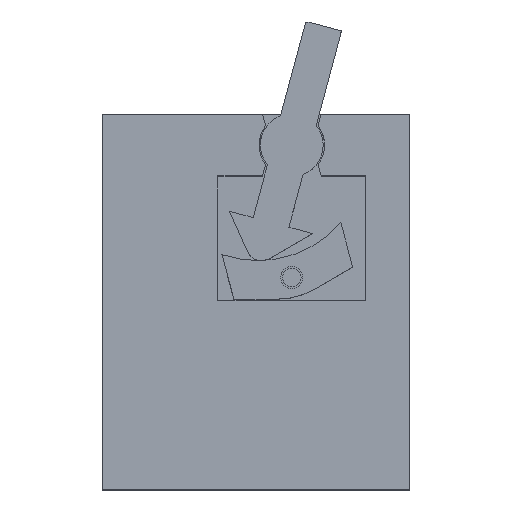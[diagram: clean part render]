
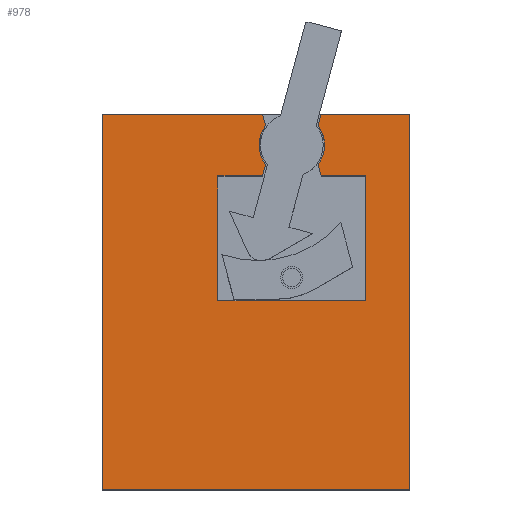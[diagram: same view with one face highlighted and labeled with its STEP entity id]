
A CAD part, top view. The second image highlights one B-rep face of the part: STEP entity #978.
In plain terms, the highlighted planar face has unit normal (0, 0, 1).
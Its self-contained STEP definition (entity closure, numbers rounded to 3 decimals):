
#71=PLANE('',#1059);
#121=FACE_OUTER_BOUND('',#183,.T.);
#183=EDGE_LOOP('',(#832,#833,#834,#835,#836,#837,#838,#839,#840,#841,#842,
#843,#844,#845,#846,#847));
#224=LINE('',#2633,#325);
#229=LINE('',#2643,#330);
#231=LINE('',#2647,#332);
#246=LINE('',#2684,#347);
#249=LINE('',#2689,#350);
#251=LINE('',#2693,#352);
#254=LINE('',#2701,#355);
#255=LINE('',#2704,#356);
#257=LINE('',#2708,#358);
#259=LINE('',#2712,#360);
#261=LINE('',#2716,#362);
#264=LINE('',#2724,#365);
#266=LINE('',#2727,#367);
#267=LINE('',#2728,#368);
#325=VECTOR('',#1161,10.);
#330=VECTOR('',#1168,10.);
#332=VECTOR('',#1172,10.);
#347=VECTOR('',#1199,10.);
#350=VECTOR('',#1204,10.);
#352=VECTOR('',#1208,10.);
#355=VECTOR('',#1217,10.);
#356=VECTOR('',#1220,10.);
#358=VECTOR('',#1224,10.);
#360=VECTOR('',#1228,10.);
#362=VECTOR('',#1232,10.);
#365=VECTOR('',#1241,10.);
#367=VECTOR('',#1245,10.);
#368=VECTOR('',#1246,10.);
#416=CIRCLE('',#1049,5.3);
#417=CIRCLE('',#1056,5.3);
#457=VERTEX_POINT('',#2631);
#458=VERTEX_POINT('',#2632);
#462=VERTEX_POINT('',#2641);
#463=VERTEX_POINT('',#2646);
#478=VERTEX_POINT('',#2681);
#479=VERTEX_POINT('',#2683);
#480=VERTEX_POINT('',#2687);
#481=VERTEX_POINT('',#2691);
#482=VERTEX_POINT('',#2695);
#483=VERTEX_POINT('',#2699);
#484=VERTEX_POINT('',#2703);
#485=VERTEX_POINT('',#2707);
#486=VERTEX_POINT('',#2711);
#487=VERTEX_POINT('',#2715);
#488=VERTEX_POINT('',#2719);
#489=VERTEX_POINT('',#2723);
#565=EDGE_CURVE('',#457,#458,#224,.T.);
#570=EDGE_CURVE('',#462,#457,#229,.T.);
#572=EDGE_CURVE('',#463,#458,#231,.T.);
#590=EDGE_CURVE('',#478,#479,#246,.T.);
#593=EDGE_CURVE('',#480,#478,#249,.T.);
#595=EDGE_CURVE('',#481,#480,#251,.T.);
#597=EDGE_CURVE('',#482,#481,#416,.T.);
#599=EDGE_CURVE('',#483,#482,#254,.T.);
#600=EDGE_CURVE('',#484,#479,#255,.T.);
#602=EDGE_CURVE('',#485,#484,#257,.T.);
#604=EDGE_CURVE('',#486,#485,#259,.T.);
#606=EDGE_CURVE('',#487,#486,#261,.T.);
#608=EDGE_CURVE('',#488,#487,#417,.F.);
#610=EDGE_CURVE('',#489,#488,#264,.T.);
#612=EDGE_CURVE('',#489,#462,#266,.T.);
#613=EDGE_CURVE('',#483,#463,#267,.T.);
#832=ORIENTED_EDGE('',*,*,#612,.F.);
#833=ORIENTED_EDGE('',*,*,#610,.T.);
#834=ORIENTED_EDGE('',*,*,#608,.T.);
#835=ORIENTED_EDGE('',*,*,#606,.T.);
#836=ORIENTED_EDGE('',*,*,#604,.T.);
#837=ORIENTED_EDGE('',*,*,#602,.T.);
#838=ORIENTED_EDGE('',*,*,#600,.T.);
#839=ORIENTED_EDGE('',*,*,#590,.F.);
#840=ORIENTED_EDGE('',*,*,#593,.F.);
#841=ORIENTED_EDGE('',*,*,#595,.F.);
#842=ORIENTED_EDGE('',*,*,#597,.F.);
#843=ORIENTED_EDGE('',*,*,#599,.F.);
#844=ORIENTED_EDGE('',*,*,#613,.T.);
#845=ORIENTED_EDGE('',*,*,#572,.T.);
#846=ORIENTED_EDGE('',*,*,#565,.F.);
#847=ORIENTED_EDGE('',*,*,#570,.F.);
#978=ADVANCED_FACE('',(#121),#71,.T.);
#1049=AXIS2_PLACEMENT_3D('',#2697,#1212,#1213);
#1056=AXIS2_PLACEMENT_3D('',#2720,#1236,#1237);
#1059=AXIS2_PLACEMENT_3D('',#2729,#1247,#1248);
#1161=DIRECTION('',(-1.,0.,0.));
#1168=DIRECTION('',(0.,-1.,0.));
#1172=DIRECTION('',(0.,-1.,0.));
#1199=DIRECTION('',(0.,-1.,0.));
#1204=DIRECTION('',(-1.,0.,0.));
#1208=DIRECTION('',(-0.259,-0.966,0.));
#1212=DIRECTION('center_axis',(0.,0.,1.));
#1213=DIRECTION('ref_axis',(-1.,0.,0.));
#1217=DIRECTION('',(0.259,-0.966,0.));
#1220=DIRECTION('',(-1.,0.,0.));
#1224=DIRECTION('',(0.,-1.,0.));
#1228=DIRECTION('',(1.,0.,0.));
#1232=DIRECTION('',(0.259,-0.966,0.));
#1236=DIRECTION('center_axis',(0.,0.,1.));
#1237=DIRECTION('ref_axis',(1.,0.,0.));
#1241=DIRECTION('',(-0.259,-0.966,0.));
#1245=DIRECTION('',(1.,0.,0.));
#1246=DIRECTION('',(-1.,0.,0.));
#1247=DIRECTION('center_axis',(0.,0.,1.));
#1248=DIRECTION('ref_axis',(1.,0.,0.));
#2631=CARTESIAN_POINT('',(19.187,-56.,10.));
#2632=CARTESIAN_POINT('',(-30.813,-56.,10.));
#2633=CARTESIAN_POINT('',(-12.,-56.,10.));
#2641=CARTESIAN_POINT('',(19.187,5.,10.));
#2643=CARTESIAN_POINT('',(19.187,-28.,10.));
#2646=CARTESIAN_POINT('',(-30.813,5.,10.));
#2647=CARTESIAN_POINT('',(-30.813,-28.,10.));
#2681=CARTESIAN_POINT('',(-12.,-5.,10.));
#2683=CARTESIAN_POINT('',(-12.,-25.3,10.));
#2684=CARTESIAN_POINT('',(-12.,-5.,10.));
#2687=CARTESIAN_POINT('',(-4.756,-5.,10.));
#2689=CARTESIAN_POINT('',(-15.,-5.,10.));
#2691=CARTESIAN_POINT('',(-4.261,-3.152,10.));
#2693=CARTESIAN_POINT('',(-3.188,0.854,10.));
#2695=CARTESIAN_POINT('',(-4.261,3.152,10.));
#2697=CARTESIAN_POINT('Origin',(0.,0.,10.));
#2699=CARTESIAN_POINT('',(-4.756,5.,10.));
#2701=CARTESIAN_POINT('',(-4.756,5.,10.));
#2703=CARTESIAN_POINT('',(12.,-25.3,10.));
#2704=CARTESIAN_POINT('',(0.,-25.3,10.));
#2707=CARTESIAN_POINT('',(12.,-5.,10.));
#2708=CARTESIAN_POINT('',(12.,-5.,10.));
#2711=CARTESIAN_POINT('',(4.756,-5.,10.));
#2712=CARTESIAN_POINT('',(15.,-5.,10.));
#2715=CARTESIAN_POINT('',(4.261,-3.152,10.));
#2716=CARTESIAN_POINT('',(3.188,0.854,10.));
#2719=CARTESIAN_POINT('',(4.261,3.152,10.));
#2720=CARTESIAN_POINT('Origin',(0.,0.,10.));
#2723=CARTESIAN_POINT('',(4.756,5.,10.));
#2724=CARTESIAN_POINT('',(4.756,5.,10.));
#2727=CARTESIAN_POINT('',(15.,5.,10.));
#2728=CARTESIAN_POINT('',(-15.,5.,10.));
#2729=CARTESIAN_POINT('Origin',(7.5,-11.5,10.));
